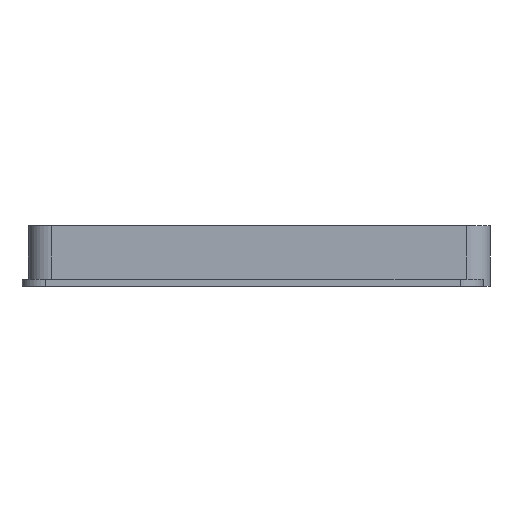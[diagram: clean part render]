
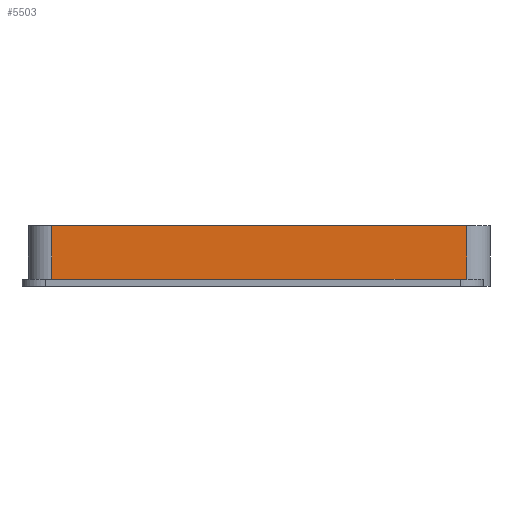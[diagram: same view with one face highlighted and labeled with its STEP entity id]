
A CAD part, left-side view. The second image highlights one B-rep face of the part: STEP entity #5503.
In plain terms, the highlighted planar face has unit normal (-1, 0, 0).
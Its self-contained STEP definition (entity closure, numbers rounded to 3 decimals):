
#409=PLANE('',#5863);
#532=FACE_OUTER_BOUND('',#827,.T.);
#827=EDGE_LOOP('',(#3799,#3800,#3801,#3802));
#1314=LINE('',#8239,#1756);
#1316=LINE('',#8245,#1758);
#1317=LINE('',#8247,#1759);
#1318=LINE('',#8248,#1760);
#1756=VECTOR('',#6510,10.);
#1758=VECTOR('',#6516,10.);
#1759=VECTOR('',#6517,10.);
#1760=VECTOR('',#6518,10.);
#2524=VERTEX_POINT('',#8236);
#2525=VERTEX_POINT('',#8238);
#2527=VERTEX_POINT('',#8244);
#2528=VERTEX_POINT('',#8246);
#3023=EDGE_CURVE('',#2524,#2525,#1314,.T.);
#3026=EDGE_CURVE('',#2527,#2524,#1316,.T.);
#3027=EDGE_CURVE('',#2528,#2527,#1317,.T.);
#3028=EDGE_CURVE('',#2528,#2525,#1318,.T.);
#3799=ORIENTED_EDGE('',*,*,#3023,.F.);
#3800=ORIENTED_EDGE('',*,*,#3026,.F.);
#3801=ORIENTED_EDGE('',*,*,#3027,.F.);
#3802=ORIENTED_EDGE('',*,*,#3028,.T.);
#5503=ADVANCED_FACE('',(#532),#409,.T.);
#5863=AXIS2_PLACEMENT_3D('',#8243,#6514,#6515);
#6510=DIRECTION('',(0.,0.,-1.));
#6514=DIRECTION('center_axis',(-1.,0.,0.));
#6515=DIRECTION('ref_axis',(0.,-1.,0.));
#6516=DIRECTION('',(0.,-1.,0.));
#6517=DIRECTION('',(0.,0.,1.));
#6518=DIRECTION('',(0.,-1.,0.));
#8236=CARTESIAN_POINT('',(-25.212,-32.319,13.));
#8238=CARTESIAN_POINT('',(-25.212,-32.319,0.));
#8239=CARTESIAN_POINT('',(-25.212,-32.319,0.));
#8243=CARTESIAN_POINT('Origin',(-25.212,61.221,0.));
#8244=CARTESIAN_POINT('',(-25.212,56.221,13.));
#8245=CARTESIAN_POINT('',(-25.212,61.221,13.));
#8246=CARTESIAN_POINT('',(-25.212,56.221,0.));
#8247=CARTESIAN_POINT('',(-25.212,56.221,0.));
#8248=CARTESIAN_POINT('',(-25.212,61.221,0.));
